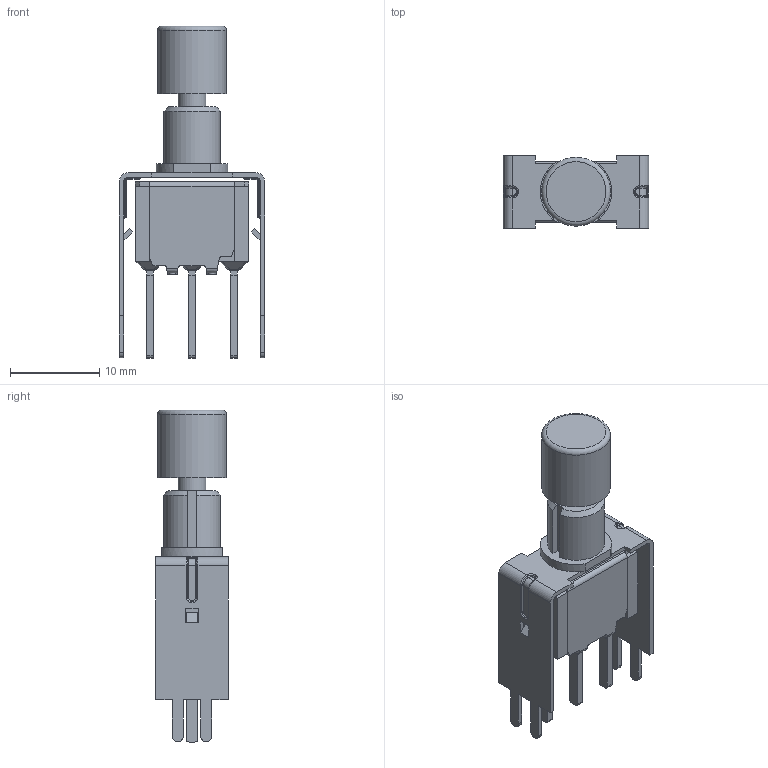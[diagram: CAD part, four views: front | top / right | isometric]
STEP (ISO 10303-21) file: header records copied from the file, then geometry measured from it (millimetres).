
FILE_DESCRIPTION(/* description */ (''),/* implementation_level */ '2;1');
FILE_NAME(/* name */ '700SP7B20VS3xEC1xxx.stp',/* time_stamp */ '2026-01-23T23:49:10-06:00',/* author */ ('jmeyers'),/* organization */ (''),/* preprocessor_version */ 'ST-DEVELOPER v18.1',/* originating_system */ 'Autodesk Inventor 2022',/* authorisation */ '');
FILE_SCHEMA (('AUTOMOTIVE_DESIGN { 1 0 10303 214 3 1 1 }'));
Length unit declared in the file: inch
Products named in the file (1): Part21
Bounding box: 16.26 x 8.13 x 37.13 mm (x, y, z)
Volume: 1520.5 mm3; surface area: 2416.5 mm2
Topology: 3 solids, 6 shells, 525 faces, 1352 edges, 841 vertices
Faces by surface type: plane 284, cylinder 135, bspline 54, torus 39, sphere 12, cone 1
Full cylindrical faces by diameter (mm): 3.1 x2, 7.7 x1
Entity records: 16166 total; most frequent: CARTESIAN_POINT 3593, ORIENTED_EDGE 2680, DIRECTION 2481, EDGE_CURVE 1340, LINE 899, VECTOR 899, VERTEX_POINT 841, AXIS2_PLACEMENT_3D 791
